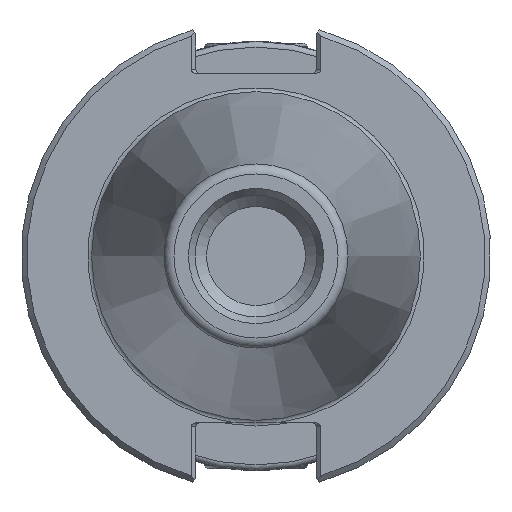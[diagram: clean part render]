
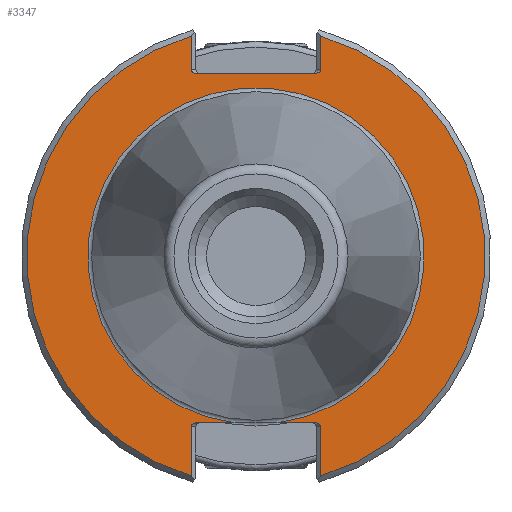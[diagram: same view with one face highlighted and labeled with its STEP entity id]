
A CAD part, left-side view. The second image highlights one B-rep face of the part: STEP entity #3347.
In plain terms, the highlighted planar face has unit normal (-1, 0, 0).
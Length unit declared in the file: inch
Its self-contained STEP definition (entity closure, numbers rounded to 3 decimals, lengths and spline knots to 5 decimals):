
#47=ELLIPSE('',#3717,0.02828,0.02);
#54=ELLIPSE('',#3731,0.02828,0.02);
#55=ELLIPSE('',#3735,0.02828,0.02);
#62=ELLIPSE('',#3749,0.02828,0.02);
#257=PLANE('',#3775);
#402=FACE_OUTER_BOUND('',#602,.T.);
#602=EDGE_LOOP('',(#2666,#2667,#2668,#2669,#2670,#2671,#2672,#2673,#2674,
#2675,#2676,#2677,#2678,#2679));
#791=CIRCLE('',#3771,0.895);
#795=CIRCLE('',#3776,1.22);
#796=CIRCLE('',#3777,1.22);
#949=LINE('',#6609,#1175);
#958=LINE('',#6644,#1184);
#965=LINE('',#6673,#1191);
#974=LINE('',#6708,#1200);
#977=LINE('',#6725,#1203);
#984=LINE('',#6781,#1210);
#985=LINE('',#6784,#1211);
#1175=VECTOR('',#4343,0.3937);
#1184=VECTOR('',#4372,0.3937);
#1191=VECTOR('',#4395,0.3937);
#1200=VECTOR('',#4424,0.3937);
#1203=VECTOR('',#4441,0.3937);
#1210=VECTOR('',#4482,0.3937);
#1211=VECTOR('',#4487,0.3937);
#1471=VERTEX_POINT('',#6587);
#1472=VERTEX_POINT('',#6589);
#1477=VERTEX_POINT('',#6605);
#1483=VERTEX_POINT('',#6629);
#1484=VERTEX_POINT('',#6631);
#1487=VERTEX_POINT('',#6643);
#1488=VERTEX_POINT('',#6649);
#1489=VERTEX_POINT('',#6650);
#1495=VERTEX_POINT('',#6669);
#1501=VERTEX_POINT('',#6693);
#1502=VERTEX_POINT('',#6695);
#1505=VERTEX_POINT('',#6707);
#1516=VERTEX_POINT('',#6759);
#1518=VERTEX_POINT('',#6767);
#1856=EDGE_CURVE('',#1471,#1472,#47,.T.);
#1865=EDGE_CURVE('',#1477,#1471,#949,.T.);
#1875=EDGE_CURVE('',#1483,#1484,#54,.T.);
#1880=EDGE_CURVE('',#1484,#1487,#958,.T.);
#1882=EDGE_CURVE('',#1488,#1489,#55,.T.);
#1893=EDGE_CURVE('',#1495,#1488,#965,.T.);
#1903=EDGE_CURVE('',#1501,#1502,#62,.T.);
#1908=EDGE_CURVE('',#1502,#1505,#974,.T.);
#1916=EDGE_CURVE('',#1472,#1483,#977,.T.);
#1932=EDGE_CURVE('',#1516,#1518,#791,.T.);
#1937=EDGE_CURVE('',#1489,#1516,#984,.T.);
#1938=EDGE_CURVE('',#1487,#1495,#795,.T.);
#1939=EDGE_CURVE('',#1505,#1477,#796,.T.);
#1940=EDGE_CURVE('',#1518,#1501,#985,.T.);
#2666=ORIENTED_EDGE('',*,*,#1932,.F.);
#2667=ORIENTED_EDGE('',*,*,#1937,.F.);
#2668=ORIENTED_EDGE('',*,*,#1882,.F.);
#2669=ORIENTED_EDGE('',*,*,#1893,.F.);
#2670=ORIENTED_EDGE('',*,*,#1938,.F.);
#2671=ORIENTED_EDGE('',*,*,#1880,.F.);
#2672=ORIENTED_EDGE('',*,*,#1875,.F.);
#2673=ORIENTED_EDGE('',*,*,#1916,.F.);
#2674=ORIENTED_EDGE('',*,*,#1856,.F.);
#2675=ORIENTED_EDGE('',*,*,#1865,.F.);
#2676=ORIENTED_EDGE('',*,*,#1939,.F.);
#2677=ORIENTED_EDGE('',*,*,#1908,.F.);
#2678=ORIENTED_EDGE('',*,*,#1903,.F.);
#2679=ORIENTED_EDGE('',*,*,#1940,.F.);
#3347=ADVANCED_FACE('',(#402),#257,.T.);
#3717=AXIS2_PLACEMENT_3D('',#6590,#4325,#4326);
#3731=AXIS2_PLACEMENT_3D('',#6632,#4363,#4364);
#3735=AXIS2_PLACEMENT_3D('',#6651,#4375,#4376);
#3749=AXIS2_PLACEMENT_3D('',#6696,#4415,#4416);
#3771=AXIS2_PLACEMENT_3D('',#6768,#4472,#4473);
#3775=AXIS2_PLACEMENT_3D('',#6780,#4480,#4481);
#3776=AXIS2_PLACEMENT_3D('',#6782,#4483,#4484);
#3777=AXIS2_PLACEMENT_3D('',#6783,#4485,#4486);
#4325=DIRECTION('center_axis',(-1.,0.,0.));
#4326=DIRECTION('ref_axis',(0.,1.,0.));
#4343=DIRECTION('',(0.,0.,-1.));
#4363=DIRECTION('center_axis',(-1.,0.,0.));
#4364=DIRECTION('ref_axis',(0.,-1.,0.));
#4372=DIRECTION('',(0.,0.,1.));
#4375=DIRECTION('center_axis',(-1.,0.,0.));
#4376=DIRECTION('ref_axis',(0.,-1.,0.));
#4395=DIRECTION('',(0.,0.,1.));
#4415=DIRECTION('center_axis',(-1.,0.,0.));
#4416=DIRECTION('ref_axis',(0.,1.,0.));
#4424=DIRECTION('',(0.,0.,-1.));
#4441=DIRECTION('',(0.,-1.,0.));
#4472=DIRECTION('center_axis',(-1.,0.,0.));
#4473=DIRECTION('ref_axis',(0.,-1.,0.));
#4480=DIRECTION('center_axis',(-1.,0.,0.));
#4481=DIRECTION('ref_axis',(0.,0.,1.));
#4482=DIRECTION('',(0.,1.,0.));
#4483=DIRECTION('center_axis',(1.,0.,0.));
#4484=DIRECTION('ref_axis',(0.,-1.,0.));
#4485=DIRECTION('center_axis',(1.,0.,0.));
#4486=DIRECTION('ref_axis',(0.,1.,0.));
#4487=DIRECTION('',(0.,1.,0.));
#6587=CARTESIAN_POINT('',(0.125,0.345,0.992));
#6589=CARTESIAN_POINT('',(0.125,0.31672,0.972));
#6590=CARTESIAN_POINT('Origin',(0.125,0.31672,0.992));
#6605=CARTESIAN_POINT('',(0.125,0.345,1.1702));
#6609=CARTESIAN_POINT('',(0.125,0.345,0.486));
#6629=CARTESIAN_POINT('',(0.125,-0.31672,0.972));
#6631=CARTESIAN_POINT('',(0.125,-0.345,0.992));
#6632=CARTESIAN_POINT('Origin',(0.125,-0.31672,0.992));
#6643=CARTESIAN_POINT('',(0.125,-0.345,1.1702));
#6644=CARTESIAN_POINT('',(0.125,-0.345,0.486));
#6649=CARTESIAN_POINT('',(0.125,-0.345,-0.908));
#6650=CARTESIAN_POINT('',(0.125,-0.31672,-0.888));
#6651=CARTESIAN_POINT('Origin',(0.125,-0.31672,-0.908));
#6669=CARTESIAN_POINT('',(0.125,-0.345,-1.1702));
#6673=CARTESIAN_POINT('',(0.125,-0.345,-0.444));
#6693=CARTESIAN_POINT('',(0.125,0.31672,-0.888));
#6695=CARTESIAN_POINT('',(0.125,0.345,-0.908));
#6696=CARTESIAN_POINT('Origin',(0.125,0.31672,-0.908));
#6707=CARTESIAN_POINT('',(0.125,0.345,-1.1702));
#6708=CARTESIAN_POINT('',(0.125,0.345,-0.444));
#6725=CARTESIAN_POINT('',(0.125,0.53125,0.972));
#6759=CARTESIAN_POINT('',(0.125,-0.11172,-0.888));
#6767=CARTESIAN_POINT('',(0.125,0.11172,-0.888));
#6768=CARTESIAN_POINT('Origin',(0.125,0.,0.));
#6780=CARTESIAN_POINT('Origin',(0.125,1.0625,0.));
#6781=CARTESIAN_POINT('',(0.125,0.53125,-0.888));
#6782=CARTESIAN_POINT('Origin',(0.125,0.,0.));
#6783=CARTESIAN_POINT('Origin',(0.125,0.,0.));
#6784=CARTESIAN_POINT('',(0.125,0.53125,-0.888));
